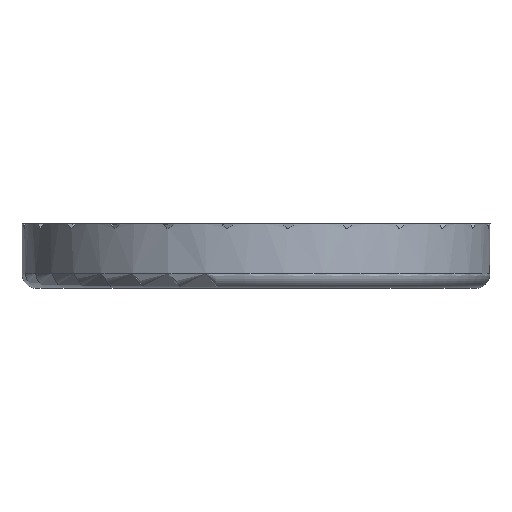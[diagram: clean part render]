
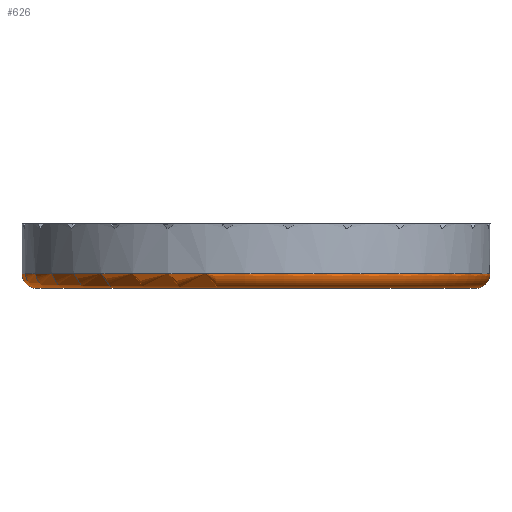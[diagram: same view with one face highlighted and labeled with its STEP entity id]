
A CAD part, front view. The second image highlights one B-rep face of the part: STEP entity #626.
In plain terms, the highlighted toroidal (fillet/blend) face has major radius 7.5 mm and minor radius 0.5 mm.
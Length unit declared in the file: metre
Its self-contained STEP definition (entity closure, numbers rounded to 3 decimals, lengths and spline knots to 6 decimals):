
#626=ADVANCED_FACE('',(#1490,#1491),#1492,.T.);
#1490=FACE_OUTER_BOUND('',#3397,.T.);
#1491=FACE_OUTER_BOUND('',#3398,.T.);
#1492=TOROIDAL_SURFACE('',#3399,0.0075,0.0005);
#3397=EDGE_LOOP('',(#7287));
#3398=EDGE_LOOP('',(#7288));
#3399=AXIS2_PLACEMENT_3D('',#7289,#7290,#7291);
#7287=ORIENTED_EDGE('',*,*,#9969,.F.);
#7288=ORIENTED_EDGE('',*,*,#9970,.F.);
#7289=CARTESIAN_POINT('',(0.0,0.0,-0.0017));
#7290=DIRECTION('',(-0.0,0.0,-1.0));
#7291=DIRECTION('',(-1.0,0.0,0.0));
#9969=EDGE_CURVE('',#12004,#12004,#12005,.F.);
#9970=EDGE_CURVE('',#12006,#12006,#12007,.T.);
#12004=VERTEX_POINT('',#15336);
#12005=CIRCLE('',#15337,0.008);
#12006=VERTEX_POINT('',#15338);
#12007=CIRCLE('',#15339,0.0075);
#15336=CARTESIAN_POINT('',(-0.008,0.,-0.0017));
#15337=AXIS2_PLACEMENT_3D('',#16942,#16943,#16944);
#15338=CARTESIAN_POINT('',(-0.0075,0.0,-0.0022));
#15339=AXIS2_PLACEMENT_3D('',#16945,#16946,#16947);
#16942=CARTESIAN_POINT('',(0.0,0.0,-0.0017));
#16943=DIRECTION('',(-0.0,0.0,-1.0));
#16944=DIRECTION('',(-1.0,0.0,0.0));
#16945=CARTESIAN_POINT('',(0.0,0.0,-0.0022));
#16946=DIRECTION('',(-0.0,0.0,-1.0));
#16947=DIRECTION('',(-1.0,0.0,0.0));
